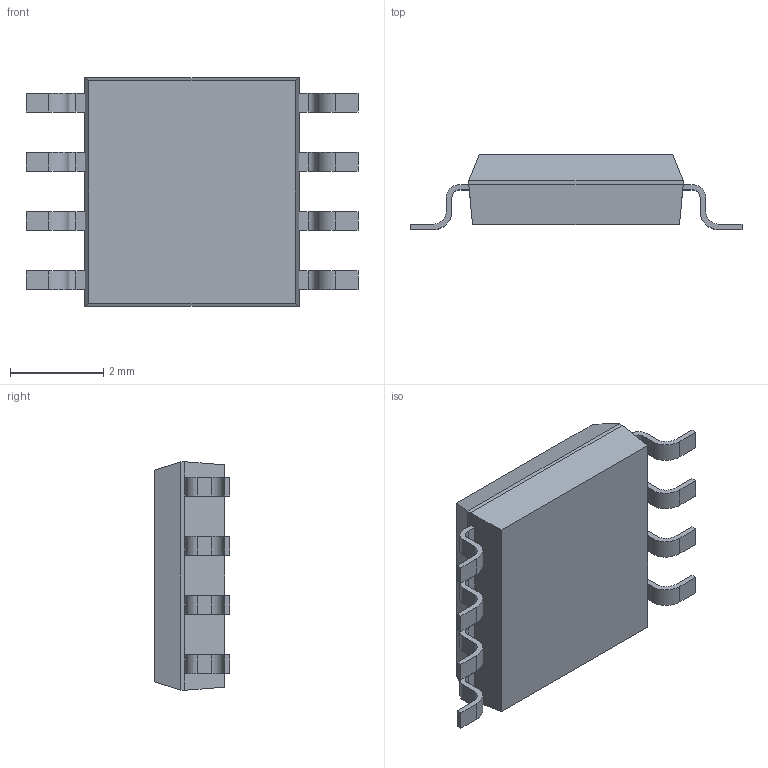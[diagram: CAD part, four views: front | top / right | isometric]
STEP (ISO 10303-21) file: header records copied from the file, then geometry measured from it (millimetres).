
FILE_DESCRIPTION(('FreeCAD Model'),'2;1');
FILE_NAME('Open CASCADE Shape Model','2023-06-07T17:07:43',(''),(''), 'Open CASCADE STEP processor 7.6','FreeCAD','Unknown');
FILE_SCHEMA(('AUTOMOTIVE_DESIGN { 1 0 10303 214 1 1 1 1 }'));
Length unit declared in the file: millimetre
Products named in the file (1): CircuitWorks-SO-011
Bounding box: 7.12 x 1.62 x 4.9 mm (x, y, z)
Volume: 33 mm3; surface area: 84.6 mm2
Topology: 1 solids, 1 shells, 121 faces, 330 edges, 212 vertices
Faces by surface type: bspline 121
Entity records: 3553 total; most frequent: CARTESIAN_POINT 1509, ORIENTED_EDGE 660, EDGE_CURVE 330, B_SPLINE_CURVE_WITH_KNOTS 262, VERTEX_POINT 212, FACE_BOUND 122, EDGE_LOOP 122, ADVANCED_FACE 121
